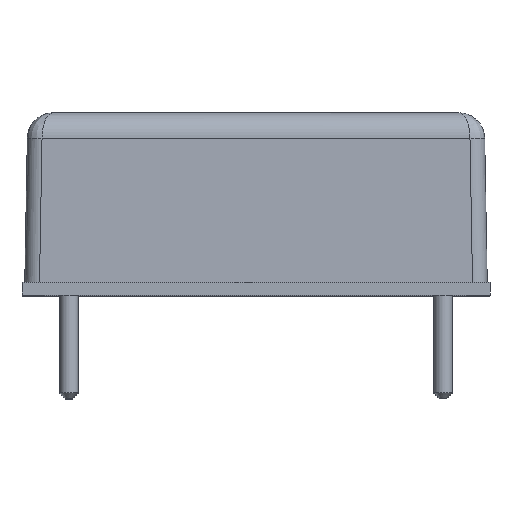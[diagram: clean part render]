
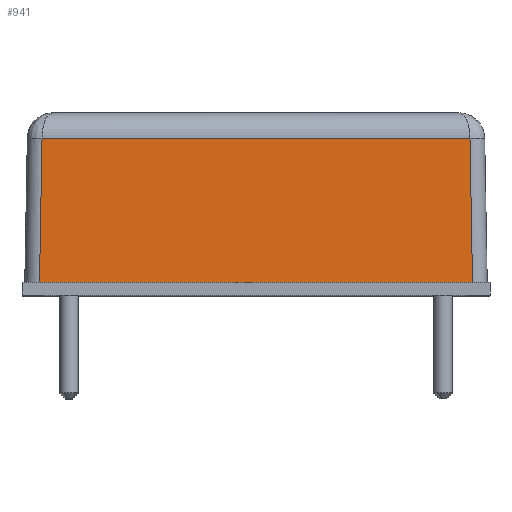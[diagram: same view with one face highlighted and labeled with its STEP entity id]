
A CAD part, top view. The second image highlights one B-rep face of the part: STEP entity #941.
In plain terms, the highlighted planar face has unit normal (0, 0.018, 1).
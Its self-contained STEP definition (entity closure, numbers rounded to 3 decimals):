
#30 = CARTESIAN_POINT ( 'NONE',  ( -11.75, 0., 12.55 ) ) ;
#50 = AXIS2_PLACEMENT_3D ( 'NONE', #915, #916, #417 ) ;
#417 = DIRECTION ( 'NONE',  ( 0., -1., 0.017 ) ) ;
#542 = LINE ( 'NONE', #1830, #2527 ) ;
#560 = VECTOR ( 'NONE', #1454, 1000. ) ;
#579 = LINE ( 'NONE', #2361, #2448 ) ;
#646 = CARTESIAN_POINT ( 'NONE',  ( 11.614, 7.824, 12.413 ) ) ;
#698 = DIRECTION ( 'NONE',  ( -1., 0., 0. ) ) ;
#719 = CARTESIAN_POINT ( 'NONE',  ( 12.55, 7.824, 12.413 ) ) ;
#833 = EDGE_CURVE ( 'NONE', #2564, #1525, #937, .T. ) ;
#851 = LINE ( 'NONE', #1756, #560 ) ;
#870 = FACE_OUTER_BOUND ( 'NONE', #2277, .T. ) ;
#895 = PLANE ( 'NONE',  #50 ) ;
#915 = CARTESIAN_POINT ( 'NONE',  ( 12.55, 0., 12.55 ) ) ;
#916 = DIRECTION ( 'NONE',  ( 0., 0.017, 1. ) ) ;
#937 = LINE ( 'NONE', #719, #943 ) ;
#941 = ADVANCED_FACE ( 'NONE', ( #870 ), #895, .T. ) ;
#943 = VECTOR ( 'NONE', #698, 1000. ) ;
#1173 = EDGE_CURVE ( 'NONE', #2301, #1463, #542, .T. ) ;
#1205 = DIRECTION ( 'NONE',  ( -0.017, -1., 0.017 ) ) ;
#1454 = DIRECTION ( 'NONE',  ( -0.017, 1., -0.017 ) ) ;
#1463 = VERTEX_POINT ( 'NONE', #1618 ) ;
#1525 = VERTEX_POINT ( 'NONE', #1790 ) ;
#1618 = CARTESIAN_POINT ( 'NONE',  ( 11.75, 0., 12.55 ) ) ;
#1756 = CARTESIAN_POINT ( 'NONE',  ( 11.75, -0.014, 12.55 ) ) ;
#1776 = DIRECTION ( 'NONE',  ( 1., 0., 0. ) ) ;
#1790 = CARTESIAN_POINT ( 'NONE',  ( -11.614, 7.824, 12.413 ) ) ;
#1830 = CARTESIAN_POINT ( 'NONE',  ( 12.55, 0., 12.55 ) ) ;
#2112 = EDGE_CURVE ( 'NONE', #1525, #2301, #579, .T. ) ;
#2118 = EDGE_CURVE ( 'NONE', #1463, #2564, #851, .T. ) ;
#2254 = ORIENTED_EDGE ( 'NONE', *, *, #833, .T. ) ;
#2277 = EDGE_LOOP ( 'NONE', ( #2254, #2575, #2431, #2471 ) ) ;
#2301 = VERTEX_POINT ( 'NONE', #30 ) ;
#2361 = CARTESIAN_POINT ( 'NONE',  ( -11.743, 0.424, 12.543 ) ) ;
#2431 = ORIENTED_EDGE ( 'NONE', *, *, #1173, .T. ) ;
#2448 = VECTOR ( 'NONE', #1205, 1000. ) ;
#2471 = ORIENTED_EDGE ( 'NONE', *, *, #2118, .T. ) ;
#2527 = VECTOR ( 'NONE', #1776, 1000. ) ;
#2564 = VERTEX_POINT ( 'NONE', #646 ) ;
#2575 = ORIENTED_EDGE ( 'NONE', *, *, #2112, .T. ) ;
